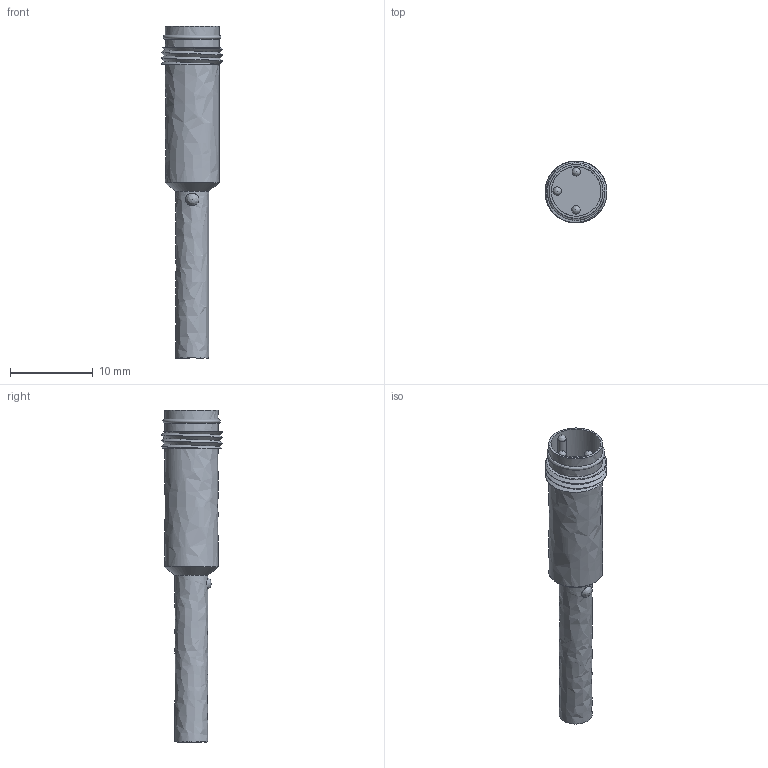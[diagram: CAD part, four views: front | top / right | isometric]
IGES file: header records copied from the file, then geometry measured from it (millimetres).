
Global section: file name: D4_B_STECKER_I1SF-D0401N-OPU3; native system: Autodesk Inventor 2021; preprocessor: unknown; author: S. Sandt; organization: di-soric GmbH & Co. KG; date: 20210809.111438; units: millimetre
Bounding box: 7.5 x 7.5 x 40.2 mm (x, y, z)
Volume: 800.8 mm3; surface area: 998.1 mm2
Topology: 1 solids, 3 shells, 41 faces, 105 edges, 76 vertices
Faces by surface type: bspline 41
